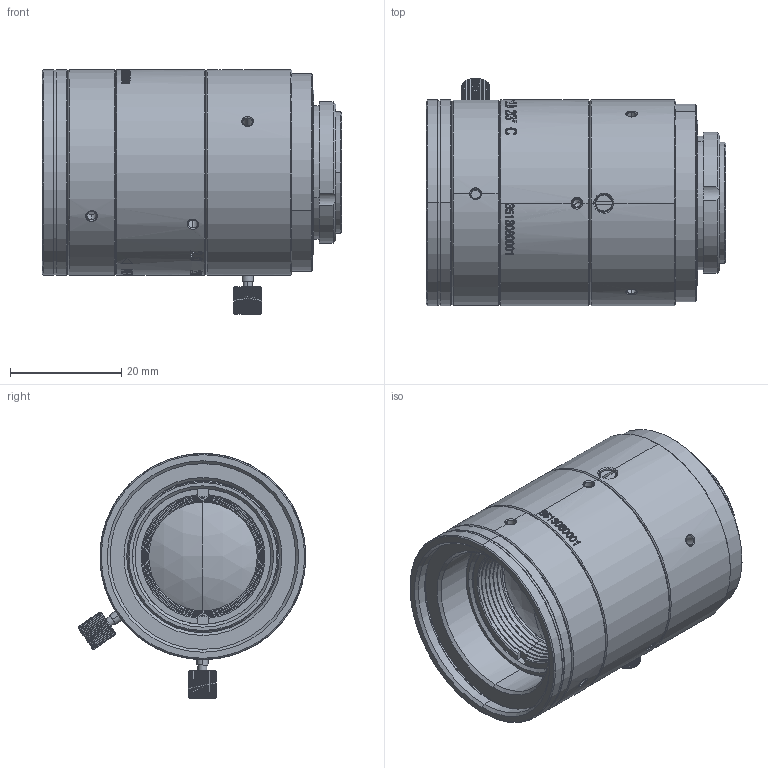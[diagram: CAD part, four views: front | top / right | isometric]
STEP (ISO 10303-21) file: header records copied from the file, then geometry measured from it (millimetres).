
FILE_DESCRIPTION (( 'STEP AP203' ), '1' );
FILE_NAME ('600134.step', '2025-04-14T08:42:09', ( 'MSI' ), ( '' ), 'SwSTEP 2.0', 'SolidWorks 2020', '' );
FILE_SCHEMA (( 'CONFIG_CONTROL_DESIGN' ));
Length unit declared in the file: millimetre
Products named in the file (1): 600134
Bounding box: 53.8 x 40.94 x 44.01 mm (x, y, z)
Volume: 32747.4 mm3; surface area: 28344.2 mm2
Topology: 1 solids, 14 shells, 1482 faces, 3837 edges, 2465 vertices
Faces by surface type: plane 568, cylinder 375, bspline 327, cone 200, sphere 8, torus 4
Entity records: 67272 total; most frequent: CARTESIAN_POINT 33978, ORIENTED_EDGE 7646, DIRECTION 5640, EDGE_CURVE 3823, VERTEX_POINT 2465, AXIS2_PLACEMENT_3D 2082, EDGE_LOOP 1634, FACE_OUTER_BOUND 1482
